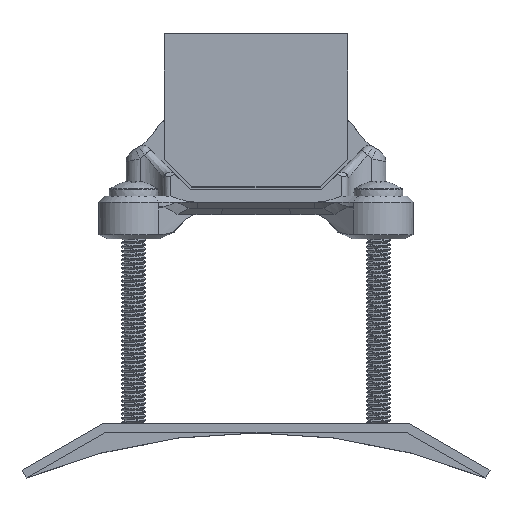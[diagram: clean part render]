
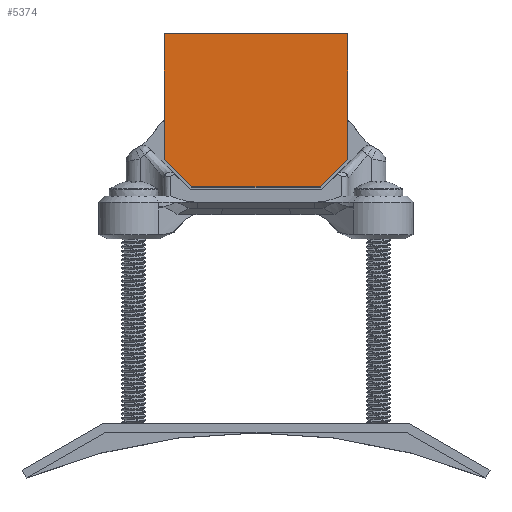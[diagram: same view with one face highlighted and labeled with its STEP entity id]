
A CAD part, top view. The second image highlights one B-rep face of the part: STEP entity #5374.
In plain terms, the highlighted planar face has unit normal (0, 0, 1).
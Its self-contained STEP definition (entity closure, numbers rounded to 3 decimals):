
#93=PLANE('',#5757);
#652=FACE_OUTER_BOUND('',#958,.T.);
#958=EDGE_LOOP('',(#4373,#4374,#4375,#4376,#4377,#4378));
#1522=LINE('',#17130,#1820);
#1528=LINE('',#17141,#1826);
#1533=LINE('',#17153,#1831);
#1536=LINE('',#17158,#1834);
#1538=LINE('',#17161,#1836);
#1539=LINE('',#17163,#1837);
#1820=VECTOR('',#6570,10.);
#1826=VECTOR('',#6578,10.);
#1831=VECTOR('',#6587,10.);
#1834=VECTOR('',#6592,10.);
#1836=VECTOR('',#6596,10.);
#1837=VECTOR('',#6599,10.);
#2286=VERTEX_POINT('',#17128);
#2287=VERTEX_POINT('',#17129);
#2291=VERTEX_POINT('',#17139);
#2295=VERTEX_POINT('',#17151);
#2296=VERTEX_POINT('',#17152);
#2297=VERTEX_POINT('',#17157);
#3004=EDGE_CURVE('',#2286,#2287,#1522,.T.);
#3010=EDGE_CURVE('',#2286,#2291,#1528,.T.);
#3015=EDGE_CURVE('',#2295,#2296,#1533,.T.);
#3018=EDGE_CURVE('',#2297,#2296,#1536,.T.);
#3020=EDGE_CURVE('',#2295,#2287,#1538,.T.);
#3021=EDGE_CURVE('',#2291,#2297,#1539,.T.);
#4373=ORIENTED_EDGE('',*,*,#3004,.F.);
#4374=ORIENTED_EDGE('',*,*,#3010,.T.);
#4375=ORIENTED_EDGE('',*,*,#3021,.T.);
#4376=ORIENTED_EDGE('',*,*,#3018,.T.);
#4377=ORIENTED_EDGE('',*,*,#3015,.F.);
#4378=ORIENTED_EDGE('',*,*,#3020,.T.);
#5374=ADVANCED_FACE('',(#652),#93,.T.);
#5757=AXIS2_PLACEMENT_3D('',#17164,#6600,#6601);
#6570=DIRECTION('',(-0.707,-0.707,0.));
#6578=DIRECTION('',(0.,1.,0.));
#6587=DIRECTION('',(-0.707,0.707,0.));
#6592=DIRECTION('',(0.,-1.,0.));
#6596=DIRECTION('',(1.,0.,0.));
#6599=DIRECTION('',(-1.,0.,0.));
#6600=DIRECTION('center_axis',(0.,0.,1.));
#6601=DIRECTION('ref_axis',(1.,0.,0.));
#17128=CARTESIAN_POINT('',(15.,-8.,15.));
#17129=CARTESIAN_POINT('',(10.5,-12.5,15.));
#17130=CARTESIAN_POINT('',(12.125,-10.875,15.));
#17139=CARTESIAN_POINT('',(15.,12.5,15.));
#17141=CARTESIAN_POINT('',(15.,-12.5,15.));
#17151=CARTESIAN_POINT('',(-10.5,-12.5,15.));
#17152=CARTESIAN_POINT('',(-15.,-8.,15.));
#17153=CARTESIAN_POINT('',(-12.125,-10.875,15.));
#17157=CARTESIAN_POINT('',(-15.,12.5,15.));
#17158=CARTESIAN_POINT('',(-15.,12.5,15.));
#17161=CARTESIAN_POINT('',(-15.,-12.5,15.));
#17163=CARTESIAN_POINT('',(15.,12.5,15.));
#17164=CARTESIAN_POINT('Origin',(0.,0.,15.));
